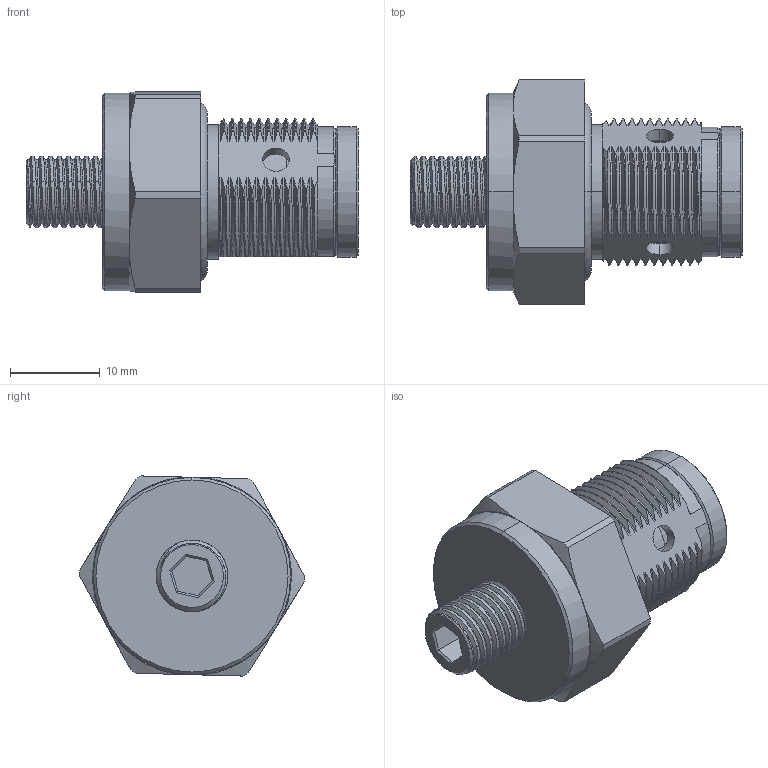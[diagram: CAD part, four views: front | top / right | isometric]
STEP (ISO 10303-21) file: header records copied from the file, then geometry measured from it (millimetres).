
FILE_DESCRIPTION (( 'STEP AP214' ), '1' );
FILE_NAME ('CZL30覃厒概.STEP', '2019-04-13T05:58:30', ( '' ), ( '' ), 'SwSTEP 2.0', 'SolidWorks 2016', '' );
FILE_SCHEMA (( 'AUTOMOTIVE_DESIGN' ));
Length unit declared in the file: millimetre
Products named in the file (4): 30覃厒裝; 30概郋; 30概极; CZL30覃厒概
Assembly tree (3 placements, depth 2):
  CZL30覃厒概
    30概极
    30概郋
    30覃厒裝
Bounding box: 37 x 25 x 22.3 mm (x, y, z)
Volume: 6797 mm3; surface area: 6379.9 mm2
Topology: 4 solids, 4 shells, 352 faces, 934 edges, 596 vertices
Faces by surface type: cylinder 130, bspline 104, plane 56, cone 42, torus 20
Entity records: 57899 total; most frequent: CARTESIAN_POINT 50381, ORIENTED_EDGE 1864, DIRECTION 1165, EDGE_CURVE 932, VERTEX_POINT 596, AXIS2_PLACEMENT_3D 450, EDGE_LOOP 378, ADVANCED_FACE 352
